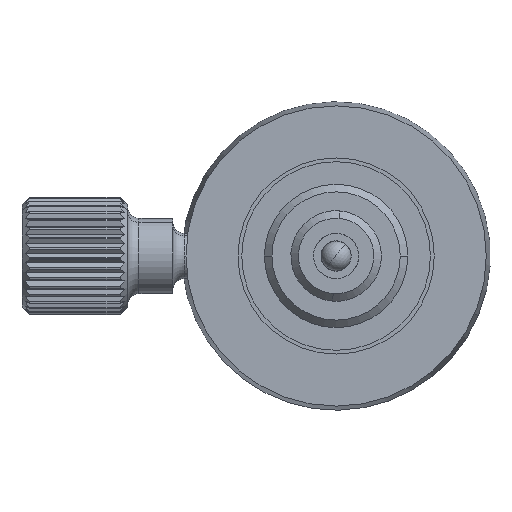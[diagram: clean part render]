
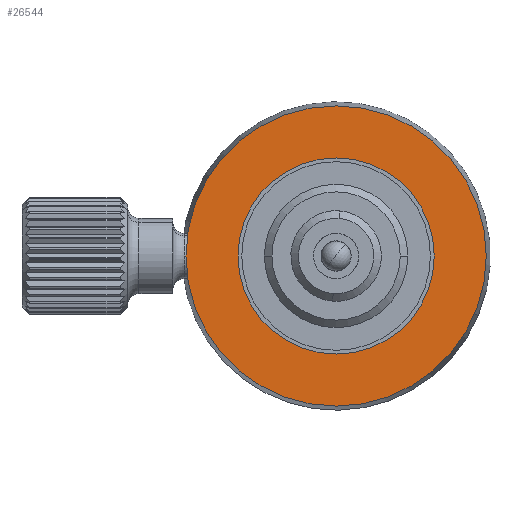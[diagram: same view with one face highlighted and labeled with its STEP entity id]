
A CAD part, left-side view. The second image highlights one B-rep face of the part: STEP entity #26544.
In plain terms, the highlighted planar face has unit normal (-1, 0, 0).
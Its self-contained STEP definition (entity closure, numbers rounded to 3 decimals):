
#21824 = CARTESIAN_POINT ( 'NONE',  ( 56.328, 20.136, -9.95 ) ) ;
#22342 = CARTESIAN_POINT ( 'NONE',  ( 56.328, 20.136, 9.95 ) ) ;
#22374 = DIRECTION ( 'NONE',  ( 0., 0., -1. ) ) ;
#22375 = DIRECTION ( 'NONE',  ( 1., 0., 0. ) ) ;
#22376 = CARTESIAN_POINT ( 'NONE',  ( 56.328, 20.136, 0. ) ) ;
#22377 = AXIS2_PLACEMENT_3D ( 'NONE', #22376, #22375, #22374 ) ;
#22383 = CIRCLE ( 'NONE', #22377, 9.95 ) ;
#22634 = AXIS2_PLACEMENT_3D ( 'NONE', #22637, #22731, #23162 ) ;
#22635 = CIRCLE ( 'NONE', #22634, 6.5 ) ;
#22637 = CARTESIAN_POINT ( 'NONE',  ( 56.328, 20.136, 0. ) ) ;
#22731 = DIRECTION ( 'NONE',  ( -1., 0., 0. ) ) ;
#22909 = CIRCLE ( 'NONE', #22978, 9.95 ) ;
#22917 = CARTESIAN_POINT ( 'NONE',  ( 56.328, 20.136, 6.5 ) ) ;
#22922 = DIRECTION ( 'NONE',  ( 0., 0., -1. ) ) ;
#22923 = DIRECTION ( 'NONE',  ( 1., 0., 0. ) ) ;
#22977 = CARTESIAN_POINT ( 'NONE',  ( 56.328, 20.136, 0. ) ) ;
#22978 = AXIS2_PLACEMENT_3D ( 'NONE', #22977, #22923, #22922 ) ;
#22987 = DIRECTION ( 'NONE',  ( 0., 0., 1. ) ) ;
#22996 = CARTESIAN_POINT ( 'NONE',  ( 56.328, 20.136, -6.5 ) ) ;
#23046 = DIRECTION ( 'NONE',  ( -1., 0., 0. ) ) ;
#23047 = CARTESIAN_POINT ( 'NONE',  ( 56.328, 20.136, 0. ) ) ;
#23048 = AXIS2_PLACEMENT_3D ( 'NONE', #23047, #23046, #22987 ) ;
#23049 = CIRCLE ( 'NONE', #23048, 6.5 ) ;
#23086 = CARTESIAN_POINT ( 'NONE',  ( 56.328, 20.136, 0. ) ) ;
#23087 = PLANE ( 'NONE',  #23155 ) ;
#23104 = FACE_OUTER_BOUND ( 'NONE', #26467, .T. ) ;
#23155 = AXIS2_PLACEMENT_3D ( 'NONE', #23086, #23156, #23163 ) ;
#23156 = DIRECTION ( 'NONE',  ( 1., 0., 0. ) ) ;
#23162 = DIRECTION ( 'NONE',  ( 0., 0., 1. ) ) ;
#23163 = DIRECTION ( 'NONE',  ( 0., 0., -1. ) ) ;
#23169 = FACE_BOUND ( 'NONE', #26545, .T. ) ;
#26057 = VERTEX_POINT ( 'NONE', #21824 ) ;
#26205 = EDGE_CURVE ( 'NONE', #26057, #26206, #22383, .T. ) ;
#26206 = VERTEX_POINT ( 'NONE', #22342 ) ;
#26451 = VERTEX_POINT ( 'NONE', #22917 ) ;
#26467 = EDGE_LOOP ( 'NONE', ( #26468, #26470 ) ) ;
#26468 = ORIENTED_EDGE ( 'NONE', *, *, #26469, .F. ) ;
#26469 = EDGE_CURVE ( 'NONE', #26206, #26057, #22909, .T. ) ;
#26470 = ORIENTED_EDGE ( 'NONE', *, *, #26205, .F. ) ;
#26473 = EDGE_CURVE ( 'NONE', #26532, #26451, #23049, .T. ) ;
#26532 = VERTEX_POINT ( 'NONE', #22996 ) ;
#26543 = EDGE_CURVE ( 'NONE', #26451, #26532, #22635, .T. ) ;
#26544 = ADVANCED_FACE ( 'NONE', ( #23169, #23104 ), #23087, .F. ) ;
#26545 = EDGE_LOOP ( 'NONE', ( #26631, #26632 ) ) ;
#26631 = ORIENTED_EDGE ( 'NONE', *, *, #26543, .F. ) ;
#26632 = ORIENTED_EDGE ( 'NONE', *, *, #26473, .F. ) ;
